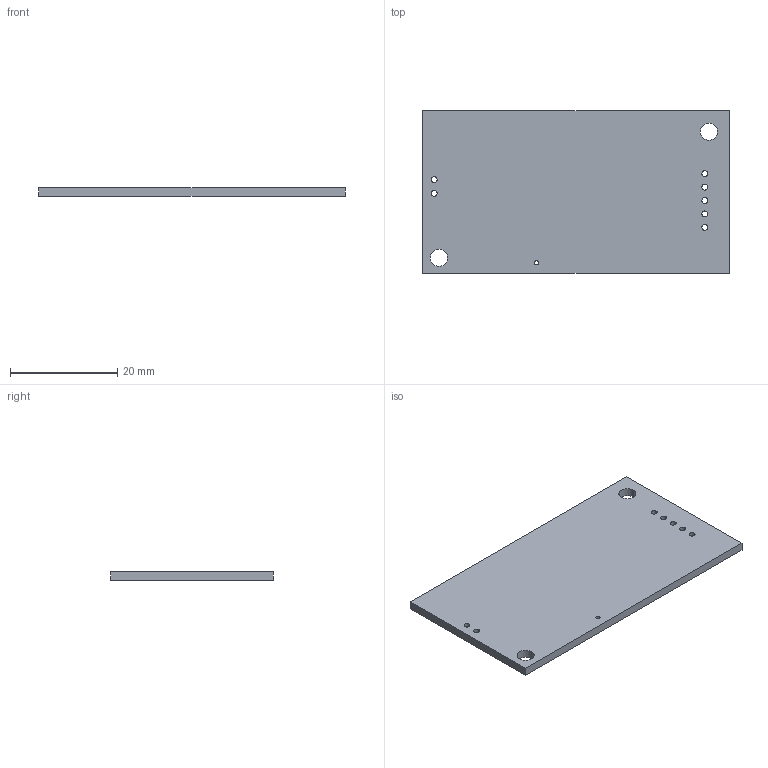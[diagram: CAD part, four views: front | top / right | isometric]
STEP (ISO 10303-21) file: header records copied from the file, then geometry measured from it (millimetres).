
FILE_DESCRIPTION(('Designed by EasyEDA Pro'),'2;1');
FILE_NAME('Open CASCADE Shape Model','2025-12-20T13:56:49',('Author'),( 'Open CASCADE'),'Open CASCADE STEP processor 7.8','Open CASCADE 7.8' ,'Unknown');
FILE_SCHEMA(('AUTOMOTIVE_DESIGN { 1 0 10303 214 1 1 1 1 }'));
Length unit declared in the file: millimetre
Products named in the file (6): EasyEDA PCB Model~pLCC; Board~pLCC; TopCopper~pLCC; BottomCopper~pLCC; TopFpcStiffener~pLCC; BottomFpcStiffener~pLCC
Assembly tree (5 placements, depth 2):
  EasyEDA PCB Model~pLCC
    Board~pLCC
    TopCopper~pLCC
    BottomCopper~pLCC
    TopFpcStiffener~pLCC
    BottomFpcStiffener~pLCC
Bounding box: 57.12 x 30.33 x 1.6 mm (x, y, z)
Volume: 2734.8 mm3; surface area: 3773.2 mm2
Topology: 1 solids, 1 shells, 26 faces, 72 edges, 48 vertices
Faces by surface type: cylinder 20, plane 6
Entity records: 1176 total; most frequent: DIRECTION 176, CARTESIAN_POINT 152, ORIENTED_EDGE 144, AXIS2_PLACEMENT_3D 72, EDGE_CURVE 72, VERTEX_POINT 48, FACE_BOUND 46, EDGE_LOOP 46
